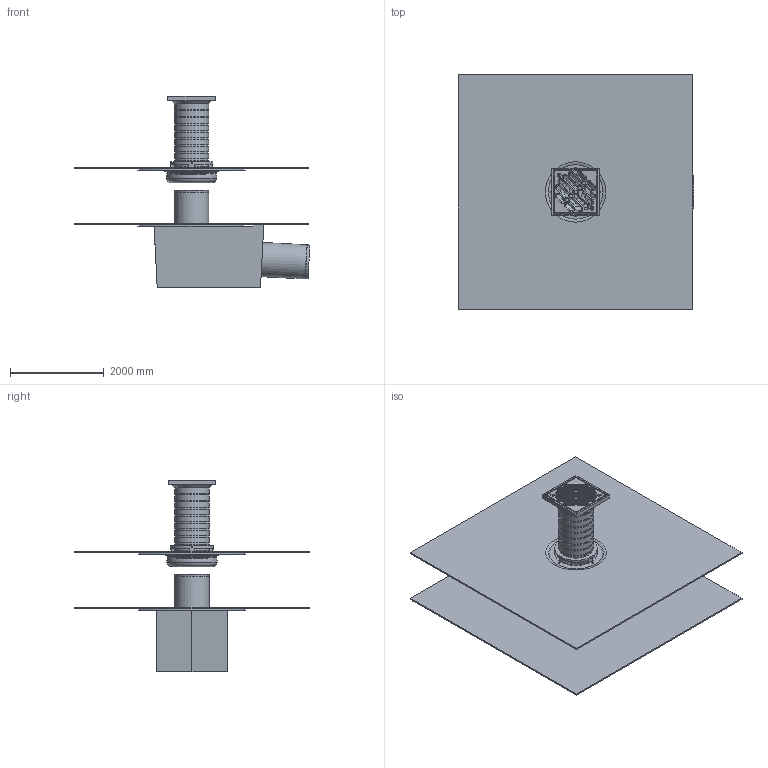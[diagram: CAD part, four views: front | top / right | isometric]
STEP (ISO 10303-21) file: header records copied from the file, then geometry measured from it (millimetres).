
FILE_DESCRIPTION(/* description */ (''),/* implementation_level */ '2;1');
FILE_NAME(/* name */ '15582.070X_3D.stp',/* time_stamp */ '2024-12-12T06:54:43+01:00',/* author */ ('CAD'),/* organization */ (''),/* preprocessor_version */ 'ST-DEVELOPER v20',/* originating_system */ 'AutoCAD Mechanical',/* authorisation */ '');
FILE_SCHEMA (('AUTOMOTIVE_DESIGN { 1 0 10303 214 3 1 1 }'));
Length unit declared in the file: centimetre
Products named in the file (2): Product; *S0
Assembly tree (1 placements, depth 2):
  Product
    *S0
Bounding box: 5018.83 x 5000 x 4072.7 mm (x, y, z)
Volume: 5068944433.2 mm3; surface area: 182107667.9 mm2
Topology: 18 solids, 18 shells, 757 faces, 1846 edges, 1163 vertices
Faces by surface type: plane 229, cylinder 226, torus 150, cone 111, sphere 21, bspline 20
Full cylindrical faces by diameter (mm): 20 x16, 35 x2, 85 x2, 698 x3, 720 x8, 730 x14, 736 x1, 770 x4, 810 x3, 885 x2, 900 x1, 901 x2, 905 x2, 953.818 x2, 965 x4, 980 x1, 1000 x1, 1030 x1
Entity records: 25627 total; most frequent: CARTESIAN_POINT 7104, DIRECTION 4138, ORIENTED_EDGE 3690, EDGE_CURVE 1845, AXIS2_PLACEMENT_3D 1697, VERTEX_POINT 1161, CIRCLE 934, EDGE_LOOP 880
